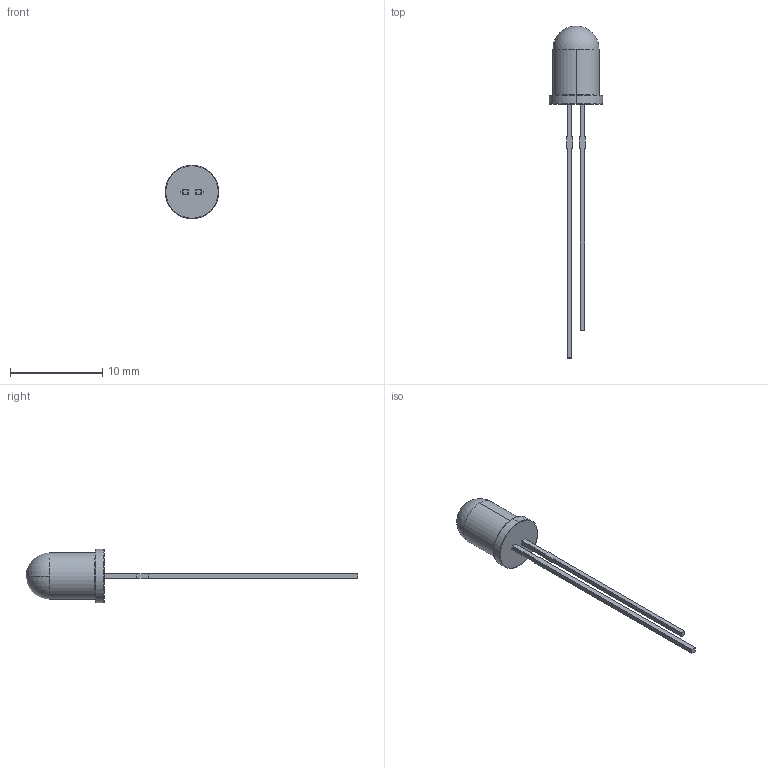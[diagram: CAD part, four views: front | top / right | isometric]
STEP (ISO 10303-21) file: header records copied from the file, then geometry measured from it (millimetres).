
FILE_DESCRIPTION (( 'STEP AP214' ), '1' );
FILE_NAME ('User Library-Green LED 5mm Straight.STEP', '2012-12-03T12:47:02', ( 'Windows User' ), ( '' ), 'SwSTEP 2.0', 'SolidWorks 2013', '' );
FILE_SCHEMA (( 'AUTOMOTIVE_DESIGN' ));
Length unit declared in the file: millimetre
Products named in the file (1): User Library-Green LED 5mm Straight
Bounding box: 5.8 x 36 x 5.8 mm (x, y, z)
Volume: 171.5 mm3; surface area: 286.6 mm2
Topology: 3 solids, 3 shells, 59 faces, 147 edges, 95 vertices
Faces by surface type: plane 47, torus 6, cylinder 4, sphere 2
Entity records: 1995 total; most frequent: CARTESIAN_POINT 300, ORIENTED_EDGE 290, DIRECTION 289, EDGE_CURVE 145, LINE 121, VECTOR 121, VERTEX_POINT 95, AXIS2_PLACEMENT_3D 84
